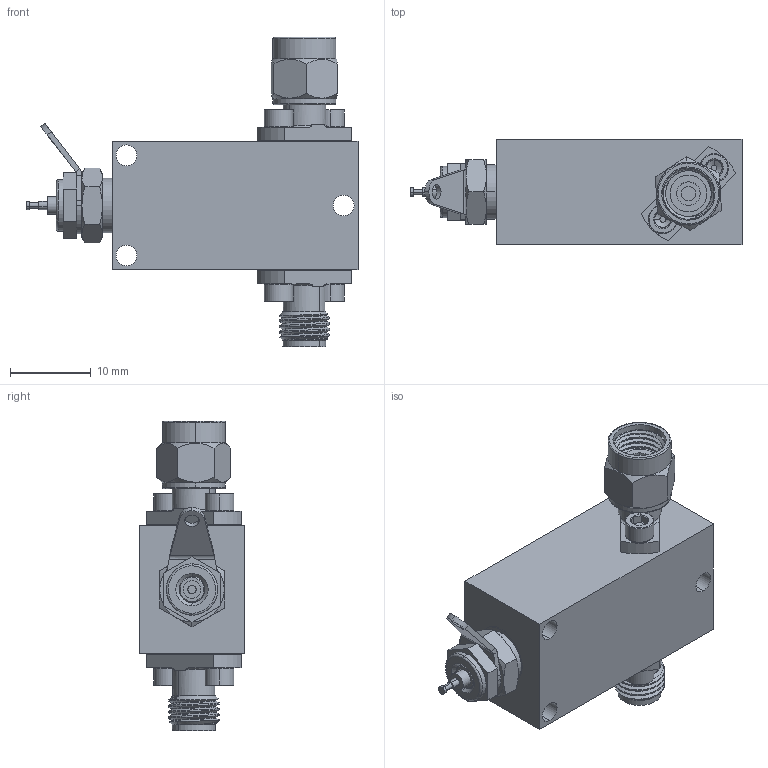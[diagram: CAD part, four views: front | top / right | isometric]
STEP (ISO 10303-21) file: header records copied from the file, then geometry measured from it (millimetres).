
FILE_DESCRIPTION (( 'STEP AP214' ), '1' );
FILE_NAME ('FMBT1638_3D.STEP', '2022-06-26T05:43:06', ( '' ), ( '' ), 'SwSTEP 2.0', 'SolidWorks 2021', '' );
FILE_SCHEMA (( 'AUTOMOTIVE_DESIGN' ));
Length unit declared in the file: inch
Products named in the file (13): Copy of 103-4111 HOUSING^PE1638; Copy of 103-4112 HOUSING^PE1638; Copy of 286-0009-INSULATOR^Copy of 286-0009-00_PE1638; FMBT1638_3D; Copy of 286-0009-HOUSING^Copy of 286-0009-00_PE1638; Copy of 120-0038^PE1638; Copy of 286-0009-CENTER CONDUCTOR^Copy of 286-0009-00_PE1638; Copy of 120-0046^PE1638; Copy of SMA COUPLING NUT_108-0010-00^PE1638; Copy of 286-0009-00^PE1638; Copy of 010-101X_010-1012-00^PE1638; Copy of 286-0009-LUG^Copy of 286-0009-00_PE1638; Copy of 286-0009-NUT^Copy of 286-0009-00_PE1638
Assembly tree (15 placements, depth 3):
  FMBT1638_3D
    Copy of 120-0038^PE1638
    Copy of 120-0046^PE1638
    Copy of 103-4112 HOUSING^PE1638
    Copy of 103-4111 HOUSING^PE1638
    Copy of 010-101X_010-1012-00^PE1638  x4
    Copy of SMA COUPLING NUT_108-0010-00^PE1638
    Copy of 286-0009-00^PE1638
      Copy of 286-0009-HOUSING^Copy of 286-0009-00_PE1638
      Copy of 286-0009-INSULATOR^Copy of 286-0009-00_PE1638
      Copy of 286-0009-CENTER CONDUCTOR^Copy of 286-0009-00_PE1638
      Copy of 286-0009-LUG^Copy of 286-0009-00_PE1638
      Copy of 286-0009-NUT^Copy of 286-0009-00_PE1638
Bounding box: 41.15 x 13.08 x 38.38 mm (x, y, z)
Volume: 7165.4 mm3; surface area: 5817.9 mm2
Topology: 14 solids, 14 shells, 854 faces, 1928 edges, 1134 vertices
Faces by surface type: cylinder 383, cone 277, plane 164, bspline 30
Entity records: 17937 total; most frequent: CARTESIAN_POINT 6345, ORIENTED_EDGE 2374, DIRECTION 2245, EDGE_CURVE 1187, AXIS2_PLACEMENT_3D 891, VERTEX_POINT 738, EDGE_LOOP 553, ADVANCED_FACE 497
